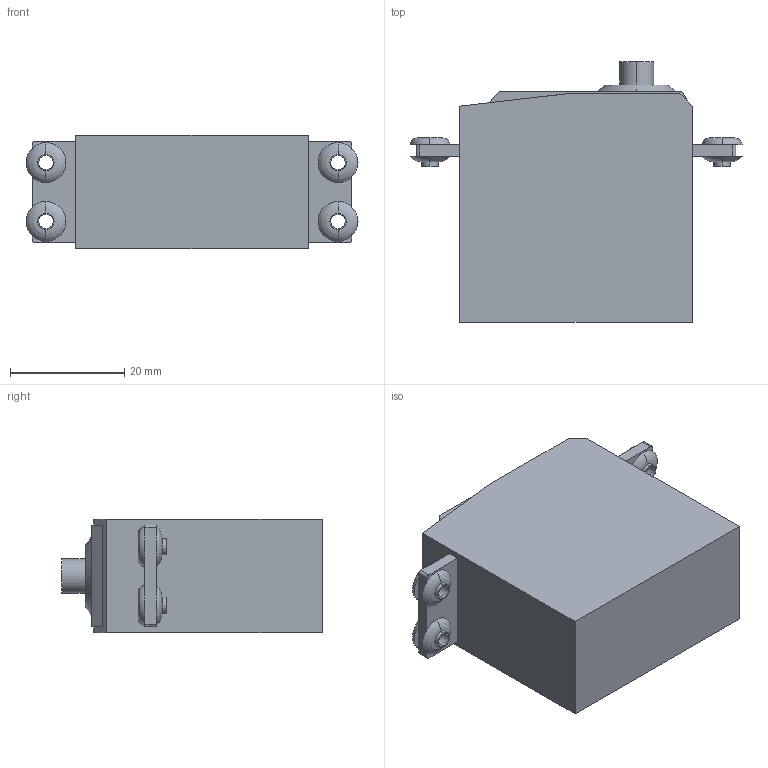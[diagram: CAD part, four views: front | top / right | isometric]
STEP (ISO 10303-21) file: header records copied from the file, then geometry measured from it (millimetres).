
FILE_DESCRIPTION (( 'STEP AP214' ), '1' );
FILE_NAME ('servo motor.STEP', '2016-06-08T03:20:49', ( '' ), ( '' ), 'SwSTEP 2.0', 'SolidWorks 2014', '' );
FILE_SCHEMA (( 'AUTOMOTIVE_DESIGN' ));
Length unit declared in the file: millimetre
Products named in the file (1): servo motor
Bounding box: 58.23 x 45.7 x 19.85 mm (x, y, z)
Volume: 33356.4 mm3; surface area: 7529.1 mm2
Topology: 1 solids, 5 shells, 105 faces, 250 edges, 156 vertices
Faces by surface type: plane 47, cylinder 40, torus 16, cone 2
Entity records: 3102 total; most frequent: DIRECTION 594, CARTESIAN_POINT 512, ORIENTED_EDGE 500, EDGE_CURVE 250, AXIS2_PLACEMENT_3D 238, VERTEX_POINT 156, CIRCLE 132, VECTOR 118
